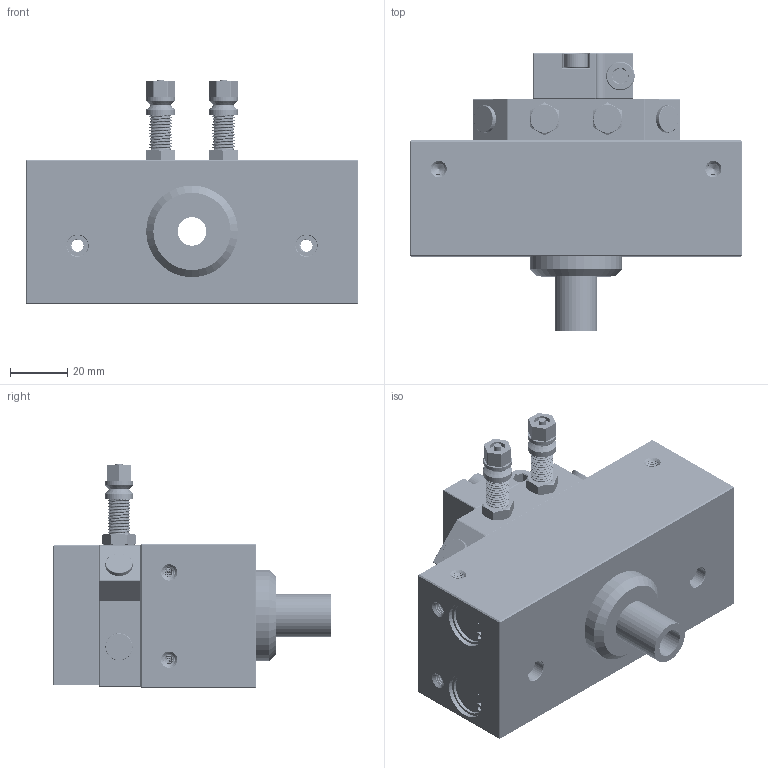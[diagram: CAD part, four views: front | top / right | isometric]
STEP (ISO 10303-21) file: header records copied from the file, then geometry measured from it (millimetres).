
FILE_DESCRIPTION(/* description */ (''),/* implementation_level */ '2;1');
FILE_NAME(/* name */ 'c97f3773-65c7-439d-91e5-92d2768010bb.stp',/* time_stamp */ '2024-10-08T17:58:17Z',/* author */ (''),/* organization */ (''),/* preprocessor_version */ 'ST-DEVELOPER v20',/* originating_system */ 'Autodesk Translation Framework v13.20.0.188',/* authorisation */ '');
FILE_SCHEMA (('AUTOMOTIVE_DESIGN { 1 0 10303 214 3 1 1 }'));
Products named in the file (15): ZD 12D/180; Body_part_2; Body_part_4; AS 08/40; AS 08/40_1; Screw_M8; Hex_nut_M8; Socket_head_screw_M4; Body_part_3; Socket_head_screw_M6; Socket_head_screw_M5; Plug; Pin_4; Rod; Retaining_ring_16
Assembly tree (25 placements, depth 3):
  ZD 12D/180
    Body_part_2
    Body_part_4
    AS 08/40
      Screw_M8
      Hex_nut_M8
    AS 08/40_1
      Screw_M8
      Hex_nut_M8
    Socket_head_screw_M4  x2
    Body_part_3
    Socket_head_screw_M6
    Socket_head_screw_M5  x2
    Plug  x4
    Pin_4  x2
    Retaining_ring_16  x4
    Rod
Bounding box: 116 x 97 x 78.5 mm (x, y, z)
Volume: 297945.6 mm3; surface area: 74376.7 mm2
Topology: 29 solids, 29 shells, 2936 faces, 8287 edges, 5422 vertices
Faces by surface type: cylinder 1959, bspline 439, plane 371, cone 159, torus 4, sphere 4
Full cylindrical faces by diameter (mm): 1.7 x8, 2.5 x2, 3.091 x36, 3.332 x50, 3.961 x58, 4 x42, 4.109 x23, 4.11 x5, 4.234 x144, 5 x62, 5.026 x32, 5.035 x14, 5.12 x91, 5.2 x2, 5.5 x4, 6 x37, 6.147 x5, 6.744 x32, 6.779 x34, 7 x2, 7.035 x4, 7.4 x4, 7.884 x52, 8 x2, 8.147 x2, 8.17 x17, 8.5 x2, 9.5 x4, 10 x6, 11 x2
Entity records: 180847 total; most frequent: CARTESIAN_POINT 124118, ORIENTED_EDGE 14674, EDGE_CURVE 7337, DIRECTION 7192, B_SPLINE_CURVE_WITH_KNOTS 4966, VERTEX_POINT 4811, AXIS2_PLACEMENT_3D 2696, EDGE_LOOP 2670
